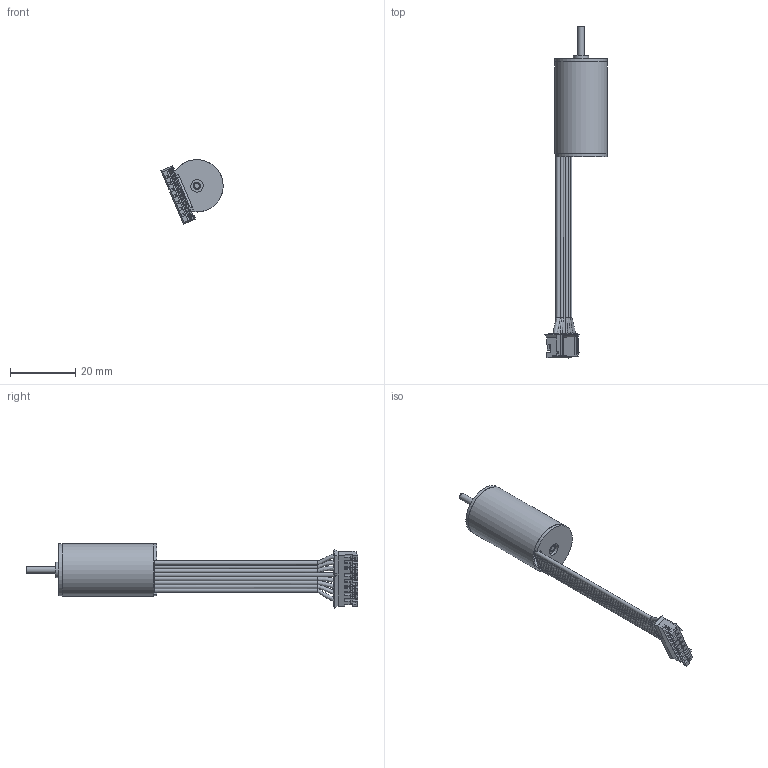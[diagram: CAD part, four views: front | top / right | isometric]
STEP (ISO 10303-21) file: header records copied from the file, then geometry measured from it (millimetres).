
FILE_DESCRIPTION (( 'STEP AP203' ), '1' );
FILE_NAME ('EC1630 3D芞.STEP', '2025-11-27T09:36:02', ( 'Windows 蚚誧' ), ( 'Organization' ), 'SwSTEP 2.0', 'SolidWorks 2020', '' );
FILE_SCHEMA (( 'CONFIG_CONTROL_DESIGN' ));
Length unit declared in the file: millimetre
Products named in the file (8): 01.10.0344 粣; 01.01.0028 ヶ傷裔; 01.14.0152 傷赽盄; 01.02.0356 綴傷裔; 01.06.0005 粣創; 01.07.0088 儂褲; EC1630 3Dͼ; 01.05.0017 O型圈
Assembly tree (8 placements, depth 2):
  EC1630 3Dͼ
    01.07.0088 儂褲
    01.01.0028 ヶ傷裔
    01.02.0356 綴傷裔
    01.10.0344 粣
    01.06.0005 粣創  x2
    01.14.0152 傷赽盄
    01.05.0017 O型圈
Bounding box: 19.06 x 101.51 x 19.76 mm (x, y, z)
Volume: 2139.1 mm3; surface area: 7801.6 mm2
Topology: 7 solids, 33 shells, 437 faces, 1399 edges, 951 vertices
Faces by surface type: plane 349, cylinder 63, torus 11, bspline 8, cone 6
Full cylindrical faces by diameter (mm): 0.6 x9, 1.1 x8, 1.3 x8, 1.6 x4, 2 x3, 3.5 x1, 3.8 x1, 4.7 x1, 5 x5, 7 x1, 12.5 x1, 14 x2, 15 x2, 15.1 x1, 15.3 x1, 16 x2
Entity records: 15704 total; most frequent: CARTESIAN_POINT 3148, DIRECTION 2279, ORIENTED_EDGE 2210, EDGE_CURVE 1299, LINE 1153, VECTOR 1153, VERTEX_POINT 924, AXIS2_PLACEMENT_3D 563
